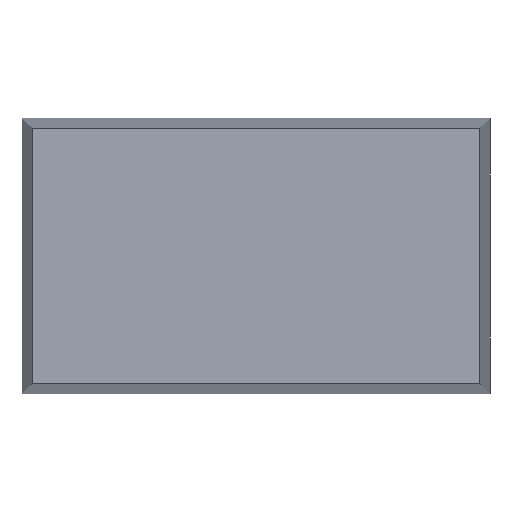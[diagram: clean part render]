
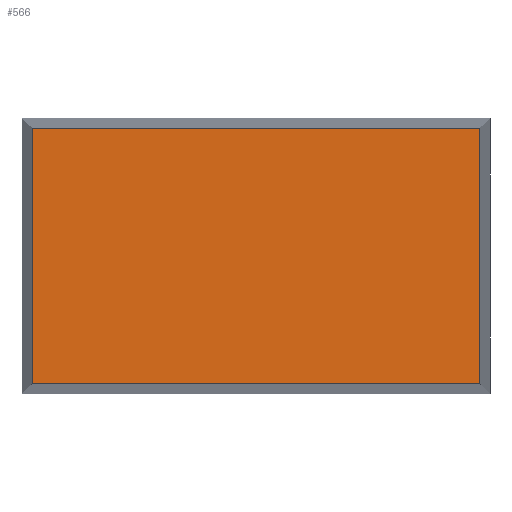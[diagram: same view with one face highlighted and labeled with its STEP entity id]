
A CAD part, top view. The second image highlights one B-rep face of the part: STEP entity #566.
In plain terms, the highlighted planar face has unit normal (0, 0, 1).
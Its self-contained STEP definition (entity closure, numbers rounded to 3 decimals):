
#424 = PLANE('',#425);
#425 = AXIS2_PLACEMENT_3D('',#426,#427,#428);
#426 = CARTESIAN_POINT('',(-3.65,2.15,1.6));
#427 = DIRECTION('',(0.,-0.996,-0.087));
#428 = DIRECTION('',(0.,0.087,-0.996));
#450 = PLANE('',#451);
#451 = AXIS2_PLACEMENT_3D('',#452,#453,#454);
#452 = CARTESIAN_POINT('',(3.65,2.15,1.6));
#453 = DIRECTION('',(-0.996,0.,-0.087));
#454 = DIRECTION('',(-0.087,0.,0.996));
#511 = PLANE('',#512);
#512 = AXIS2_PLACEMENT_3D('',#513,#514,#515);
#513 = CARTESIAN_POINT('',(-3.65,2.15,1.6));
#514 = DIRECTION('',(0.996,0.,-0.087));
#515 = DIRECTION('',(-0.087,0.,-0.996));
#566 = ADVANCED_FACE('',(#567),#581,.T.);
#567 = FACE_BOUND('',#568,.T.);
#568 = EDGE_LOOP('',(#569,#604,#627,#650));
#569 = ORIENTED_EDGE('',*,*,#570,.T.);
#570 = EDGE_CURVE('',#571,#573,#575,.T.);
#571 = VERTEX_POINT('',#572);
#572 = CARTESIAN_POINT('',(-3.493,-1.993,3.4));
#573 = VERTEX_POINT('',#574);
#574 = CARTESIAN_POINT('',(3.493,-1.993,3.4));
#575 = SURFACE_CURVE('',#576,(#580,#592),.PCURVE_S1.);
#576 = LINE('',#577,#578);
#577 = CARTESIAN_POINT('',(-3.65,-1.993,3.4));
#578 = VECTOR('',#579,1.);
#579 = DIRECTION('',(1.,0.,0.));
#580 = PCURVE('',#581,#586);
#581 = PLANE('',#582);
#582 = AXIS2_PLACEMENT_3D('',#583,#584,#585);
#583 = CARTESIAN_POINT('',(0.,0.,3.4));
#584 = DIRECTION('',(0.,0.,1.));
#585 = DIRECTION('',(1.,0.,0.));
#586 = DEFINITIONAL_REPRESENTATION('',(#587),#591);
#587 = LINE('',#588,#589);
#588 = CARTESIAN_POINT('',(-3.65,-1.993));
#589 = VECTOR('',#590,1.);
#590 = DIRECTION('',(1.,0.));
#591 = ( GEOMETRIC_REPRESENTATION_CONTEXT(2) 
PARAMETRIC_REPRESENTATION_CONTEXT() REPRESENTATION_CONTEXT('2D SPACE',''
  ) );
#592 = PCURVE('',#593,#598);
#593 = PLANE('',#594);
#594 = AXIS2_PLACEMENT_3D('',#595,#596,#597);
#595 = CARTESIAN_POINT('',(-3.65,-2.15,1.6));
#596 = DIRECTION('',(0.,0.996,-0.087));
#597 = DIRECTION('',(0.,0.087,0.996));
#598 = DEFINITIONAL_REPRESENTATION('',(#599),#603);
#599 = LINE('',#600,#601);
#600 = CARTESIAN_POINT('',(1.807,0.));
#601 = VECTOR('',#602,1.);
#602 = DIRECTION('',(0.,1.));
#603 = ( GEOMETRIC_REPRESENTATION_CONTEXT(2) 
PARAMETRIC_REPRESENTATION_CONTEXT() REPRESENTATION_CONTEXT('2D SPACE',''
  ) );
#604 = ORIENTED_EDGE('',*,*,#605,.F.);
#605 = EDGE_CURVE('',#606,#573,#608,.T.);
#606 = VERTEX_POINT('',#607);
#607 = CARTESIAN_POINT('',(3.493,1.993,3.4));
#608 = SURFACE_CURVE('',#609,(#613,#620),.PCURVE_S1.);
#609 = LINE('',#610,#611);
#610 = CARTESIAN_POINT('',(3.493,2.15,3.4));
#611 = VECTOR('',#612,1.);
#612 = DIRECTION('',(0.,-1.,0.));
#613 = PCURVE('',#581,#614);
#614 = DEFINITIONAL_REPRESENTATION('',(#615),#619);
#615 = LINE('',#616,#617);
#616 = CARTESIAN_POINT('',(3.493,2.15));
#617 = VECTOR('',#618,1.);
#618 = DIRECTION('',(0.,-1.));
#619 = ( GEOMETRIC_REPRESENTATION_CONTEXT(2) 
PARAMETRIC_REPRESENTATION_CONTEXT() REPRESENTATION_CONTEXT('2D SPACE',''
  ) );
#620 = PCURVE('',#450,#621);
#621 = DEFINITIONAL_REPRESENTATION('',(#622),#626);
#622 = LINE('',#623,#624);
#623 = CARTESIAN_POINT('',(1.807,0.));
#624 = VECTOR('',#625,1.);
#625 = DIRECTION('',(0.,-1.));
#626 = ( GEOMETRIC_REPRESENTATION_CONTEXT(2) 
PARAMETRIC_REPRESENTATION_CONTEXT() REPRESENTATION_CONTEXT('2D SPACE',''
  ) );
#627 = ORIENTED_EDGE('',*,*,#628,.F.);
#628 = EDGE_CURVE('',#629,#606,#631,.T.);
#629 = VERTEX_POINT('',#630);
#630 = CARTESIAN_POINT('',(-3.493,1.993,3.4));
#631 = SURFACE_CURVE('',#632,(#636,#643),.PCURVE_S1.);
#632 = LINE('',#633,#634);
#633 = CARTESIAN_POINT('',(-3.65,1.993,3.4));
#634 = VECTOR('',#635,1.);
#635 = DIRECTION('',(1.,0.,0.));
#636 = PCURVE('',#581,#637);
#637 = DEFINITIONAL_REPRESENTATION('',(#638),#642);
#638 = LINE('',#639,#640);
#639 = CARTESIAN_POINT('',(-3.65,1.993));
#640 = VECTOR('',#641,1.);
#641 = DIRECTION('',(1.,0.));
#642 = ( GEOMETRIC_REPRESENTATION_CONTEXT(2) 
PARAMETRIC_REPRESENTATION_CONTEXT() REPRESENTATION_CONTEXT('2D SPACE',''
  ) );
#643 = PCURVE('',#424,#644);
#644 = DEFINITIONAL_REPRESENTATION('',(#645),#649);
#645 = LINE('',#646,#647);
#646 = CARTESIAN_POINT('',(-1.807,0.));
#647 = VECTOR('',#648,1.);
#648 = DIRECTION('',(0.,1.));
#649 = ( GEOMETRIC_REPRESENTATION_CONTEXT(2) 
PARAMETRIC_REPRESENTATION_CONTEXT() REPRESENTATION_CONTEXT('2D SPACE',''
  ) );
#650 = ORIENTED_EDGE('',*,*,#651,.T.);
#651 = EDGE_CURVE('',#629,#571,#652,.T.);
#652 = SURFACE_CURVE('',#653,(#657,#664),.PCURVE_S1.);
#653 = LINE('',#654,#655);
#654 = CARTESIAN_POINT('',(-3.493,2.15,3.4));
#655 = VECTOR('',#656,1.);
#656 = DIRECTION('',(0.,-1.,0.));
#657 = PCURVE('',#581,#658);
#658 = DEFINITIONAL_REPRESENTATION('',(#659),#663);
#659 = LINE('',#660,#661);
#660 = CARTESIAN_POINT('',(-3.493,2.15));
#661 = VECTOR('',#662,1.);
#662 = DIRECTION('',(0.,-1.));
#663 = ( GEOMETRIC_REPRESENTATION_CONTEXT(2) 
PARAMETRIC_REPRESENTATION_CONTEXT() REPRESENTATION_CONTEXT('2D SPACE',''
  ) );
#664 = PCURVE('',#511,#665);
#665 = DEFINITIONAL_REPRESENTATION('',(#666),#670);
#666 = LINE('',#667,#668);
#667 = CARTESIAN_POINT('',(-1.807,0.));
#668 = VECTOR('',#669,1.);
#669 = DIRECTION('',(0.,-1.));
#670 = ( GEOMETRIC_REPRESENTATION_CONTEXT(2) 
PARAMETRIC_REPRESENTATION_CONTEXT() REPRESENTATION_CONTEXT('2D SPACE',''
  ) );
